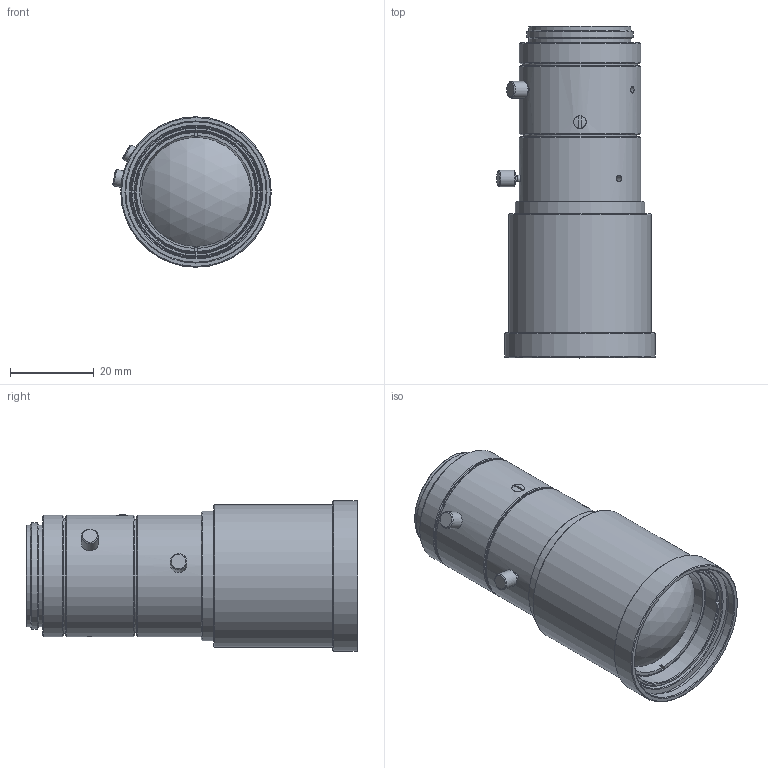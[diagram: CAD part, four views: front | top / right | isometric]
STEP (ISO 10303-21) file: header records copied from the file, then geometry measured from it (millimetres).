
FILE_DESCRIPTION(('STEP AP214'),'1');
FILE_NAME('M7528-MPW3.stp','2025-08-29T08:15:52',(' '),(' '),'Spatial InterOp 3D',' ',' ');
FILE_SCHEMA(('AUTOMOTIVE_DESIGN { 1 0 10303 214 1 1 1 1 }'));
Length unit declared in the file: metre
Products named in the file (2): M7528-MPW3; Component1
Assembly tree (1 placements, depth 2):
  M7528-MPW3
    Component1
Bounding box: 37.9 x 79.4 x 36 mm (x, y, z)
Volume: 27406 mm3; surface area: 29380.3 mm2
Topology: 1 solids, 12 shells, 329 faces, 686 edges, 436 vertices
Faces by surface type: plane 122, cone 102, cylinder 97, sphere 8
Full cylindrical faces by diameter (mm): 1 x2, 1.3 x3, 1.6 x7, 2 x1, 2.1 x2, 4 x2, 9.6 x1, 10.6 x1, 13 x1, 15 x1, 15.5 x1, 15.6 x2, 16.5 x1, 17 x4, 17.5 x1, 18 x1, 19 x4, 19.5 x1, 20 x1, 20.3 x1, 20.5 x2, 21.7 x1, 22.5 x3, 22.8 x1, 23.7 x1, 24.3 x5, 24.4 x2, 25 x1, 25.409 x1, 26 x1
Entity records: 10739 total; most frequent: CARTESIAN_POINT 1767, DIRECTION 1386, ORIENTED_EDGE 958, AXIS2_PLACEMENT_3D 624, EDGE_LOOP 580, EDGE_CURVE 479, FACE_OUTER_BOUND 406, VERTEX_POINT 395
